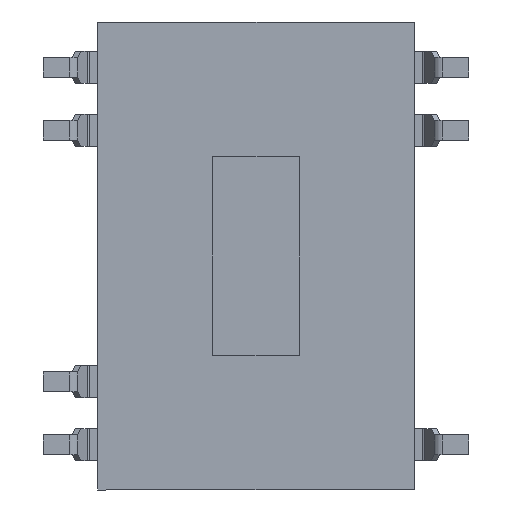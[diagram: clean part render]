
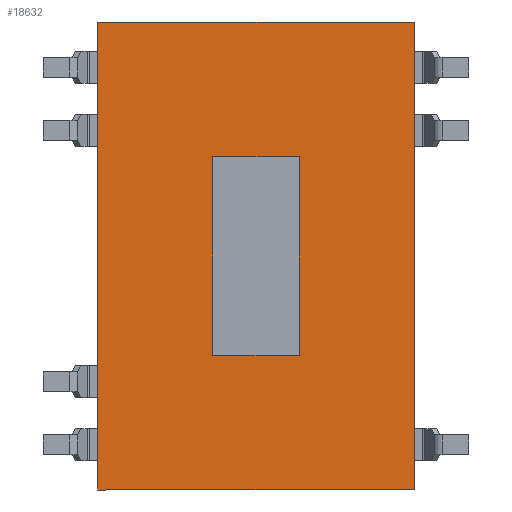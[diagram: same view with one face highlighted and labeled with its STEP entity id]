
A CAD part, front view. The second image highlights one B-rep face of the part: STEP entity #18632.
In plain terms, the highlighted planar face has unit normal (0, -1, 0).
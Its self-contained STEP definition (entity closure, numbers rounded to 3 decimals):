
#43 = VERTEX_POINT ( 'NONE', #10315 ) ;
#174 = VECTOR ( 'NONE', #14801, 1000. ) ;
#357 = LINE ( 'NONE', #3610, #7756 ) ;
#651 = VECTOR ( 'NONE', #13760, 1000. ) ;
#734 = EDGE_CURVE ( 'NONE', #3258, #4792, #4072, .T. ) ;
#835 = DIRECTION ( 'NONE',  ( 0., 0., 1. ) ) ;
#927 = LINE ( 'NONE', #7206, #7149 ) ;
#962 = CARTESIAN_POINT ( 'NONE',  ( 0., 0.3, 0. ) ) ;
#1034 = EDGE_CURVE ( 'NONE', #43, #10350, #357, .T. ) ;
#1280 = DIRECTION ( 'NONE',  ( 1., 0., 0. ) ) ;
#1340 = VECTOR ( 'NONE', #4214, 1000. ) ;
#1397 = CARTESIAN_POINT ( 'NONE',  ( 6.4, 0.3, 9.45 ) ) ;
#1506 = EDGE_CURVE ( 'NONE', #4792, #43, #6331, .T. ) ;
#1611 = ORIENTED_EDGE ( 'NONE', *, *, #10907, .T. ) ;
#1620 = LINE ( 'NONE', #8117, #6666 ) ;
#2000 = CARTESIAN_POINT ( 'NONE',  ( 1.75, 0.3, 0. ) ) ;
#2447 = CARTESIAN_POINT ( 'NONE',  ( 6.4, 0.3, 0. ) ) ;
#3258 = VERTEX_POINT ( 'NONE', #9114 ) ;
#3404 = LINE ( 'NONE', #2447, #1340 ) ;
#3520 = VERTEX_POINT ( 'NONE', #13813 ) ;
#3576 = EDGE_LOOP ( 'NONE', ( #5951, #19175, #9245, #16570 ) ) ;
#3610 = CARTESIAN_POINT ( 'NONE',  ( 0., 0.3, 4. ) ) ;
#3790 = AXIS2_PLACEMENT_3D ( 'NONE', #962, #18877, #14573 ) ;
#3999 = VECTOR ( 'NONE', #11121, 1000. ) ;
#4072 = LINE ( 'NONE', #5886, #174 ) ;
#4214 = DIRECTION ( 'NONE',  ( 0., 0., 1. ) ) ;
#4572 = LINE ( 'NONE', #2000, #651 ) ;
#4792 = VERTEX_POINT ( 'NONE', #10047 ) ;
#4954 = CARTESIAN_POINT ( 'NONE',  ( -6.4, 0.3, -9.45 ) ) ;
#5617 = LINE ( 'NONE', #11183, #3999 ) ;
#5786 = EDGE_LOOP ( 'NONE', ( #8830, #1611, #18201, #16147 ) ) ;
#5886 = CARTESIAN_POINT ( 'NONE',  ( 0., 0.3, -4. ) ) ;
#5951 = ORIENTED_EDGE ( 'NONE', *, *, #12480, .T. ) ;
#6331 = LINE ( 'NONE', #6592, #12676 ) ;
#6592 = CARTESIAN_POINT ( 'NONE',  ( -1.75, 0.3, 0. ) ) ;
#6666 = VECTOR ( 'NONE', #8189, 1000. ) ;
#7149 = VECTOR ( 'NONE', #1280, 1000. ) ;
#7206 = CARTESIAN_POINT ( 'NONE',  ( 0., 0.3, -9.45 ) ) ;
#7756 = VECTOR ( 'NONE', #12570, 1000. ) ;
#8117 = CARTESIAN_POINT ( 'NONE',  ( -6.4, 0.3, 0. ) ) ;
#8189 = DIRECTION ( 'NONE',  ( 0., 0., -1. ) ) ;
#8404 = PLANE ( 'NONE',  #3790 ) ;
#8830 = ORIENTED_EDGE ( 'NONE', *, *, #1034, .T. ) ;
#9114 = CARTESIAN_POINT ( 'NONE',  ( 1.75, 0.3, -4. ) ) ;
#9245 = ORIENTED_EDGE ( 'NONE', *, *, #15933, .T. ) ;
#9635 = VERTEX_POINT ( 'NONE', #13983 ) ;
#10047 = CARTESIAN_POINT ( 'NONE',  ( -1.75, 0.3, -4. ) ) ;
#10315 = CARTESIAN_POINT ( 'NONE',  ( -1.75, 0.3, 4. ) ) ;
#10350 = VERTEX_POINT ( 'NONE', #12445 ) ;
#10907 = EDGE_CURVE ( 'NONE', #10350, #3258, #4572, .T. ) ;
#11087 = EDGE_CURVE ( 'NONE', #3520, #14025, #3404, .T. ) ;
#11121 = DIRECTION ( 'NONE',  ( -1., 0., 0. ) ) ;
#11183 = CARTESIAN_POINT ( 'NONE',  ( 0., 0.3, 9.45 ) ) ;
#12445 = CARTESIAN_POINT ( 'NONE',  ( 1.75, 0.3, 4. ) ) ;
#12480 = EDGE_CURVE ( 'NONE', #14025, #9635, #5617, .T. ) ;
#12570 = DIRECTION ( 'NONE',  ( 1., 0., 0. ) ) ;
#12676 = VECTOR ( 'NONE', #835, 1000. ) ;
#13651 = EDGE_CURVE ( 'NONE', #9635, #14254, #1620, .T. ) ;
#13760 = DIRECTION ( 'NONE',  ( 0., 0., -1. ) ) ;
#13813 = CARTESIAN_POINT ( 'NONE',  ( 6.4, 0.3, -9.45 ) ) ;
#13983 = CARTESIAN_POINT ( 'NONE',  ( -6.4, 0.3, 9.45 ) ) ;
#14025 = VERTEX_POINT ( 'NONE', #1397 ) ;
#14254 = VERTEX_POINT ( 'NONE', #4954 ) ;
#14573 = DIRECTION ( 'NONE',  ( 1., 0., 0. ) ) ;
#14801 = DIRECTION ( 'NONE',  ( -1., 0., 0. ) ) ;
#15743 = FACE_BOUND ( 'NONE', #5786, .T. ) ;
#15933 = EDGE_CURVE ( 'NONE', #14254, #3520, #927, .T. ) ;
#16147 = ORIENTED_EDGE ( 'NONE', *, *, #1506, .T. ) ;
#16570 = ORIENTED_EDGE ( 'NONE', *, *, #11087, .T. ) ;
#17384 = FACE_OUTER_BOUND ( 'NONE', #3576, .T. ) ;
#18201 = ORIENTED_EDGE ( 'NONE', *, *, #734, .T. ) ;
#18632 = ADVANCED_FACE ( 'NONE', ( #15743, #17384 ), #8404, .T. ) ;
#18877 = DIRECTION ( 'NONE',  ( 0., -1., 0. ) ) ;
#19175 = ORIENTED_EDGE ( 'NONE', *, *, #13651, .T. ) ;
